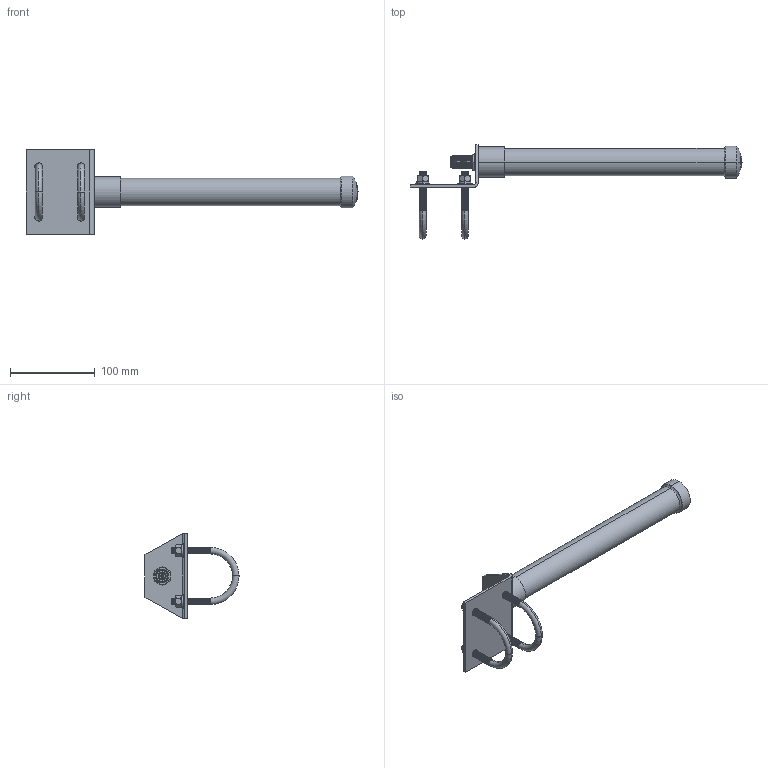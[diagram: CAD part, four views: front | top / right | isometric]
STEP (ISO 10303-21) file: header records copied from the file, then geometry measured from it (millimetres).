
FILE_DESCRIPTION (( 'STEP AP214' ), '1' );
FILE_NAME ('FM51OM1013_3D.step', '2022-12-30T18:42:25', ( '' ), ( '' ), 'SwSTEP 2.0', 'SolidWorks 2022', '' );
FILE_SCHEMA (( 'AUTOMOTIVE_DESIGN' ));
Length unit declared in the file: inch
Products named in the file (9): Copy of 3AA02-017^FM51OM1013; FM51OM1013_3D; Copy of HGV-903U_Mount Bracket^FM51OM1013; Copy of XHGV-903U-MA1^FM51OM1013; Copy of XHGV-906U-MA1_BODY^Copy of XHGV-903U-MA1_FM51OM1013; Copy of XHGV-903U^FM51OM1013; Copy of ANF-1406_CENTERPIN^Copy of XHGV-903U-MA1_FM51OM1013; Copy of HGV-903U_U-Bolt^FM51OM1013; Copy of XHGV-903U-MA2^FM51OM1013
Assembly tree (9 placements, depth 3):
  FM51OM1013_3D
    Copy of XHGV-903U^FM51OM1013
    Copy of XHGV-903U-MA1^FM51OM1013
      Copy of XHGV-906U-MA1_BODY^Copy of XHGV-903U-MA1_FM51OM1013
      Copy of ANF-1406_CENTERPIN^Copy of XHGV-903U-MA1_FM51OM1013
    Copy of 3AA02-017^FM51OM1013
    Copy of XHGV-903U-MA2^FM51OM1013
    Copy of HGV-903U_Mount Bracket^FM51OM1013
    Copy of HGV-903U_U-Bolt^FM51OM1013  x2
Bounding box: 392.27 x 111.08 x 100.33 mm (x, y, z)
Volume: 323020.2 mm3; surface area: 79366.3 mm2
Topology: 8 solids, 8 shells, 1228 faces, 2566 edges, 1379 vertices
Faces by surface type: cone 982, plane 122, cylinder 82, torus 34, sphere 8
Entity records: 28221 total; most frequent: CARTESIAN_POINT 4140, DIRECTION 3862, ORIENTED_EDGE 3232, EDGE_CURVE 1616, AXIS2_PLACEMENT_3D 1579, VERTEX_POINT 889, CIRCLE 808, EDGE_LOOP 791
